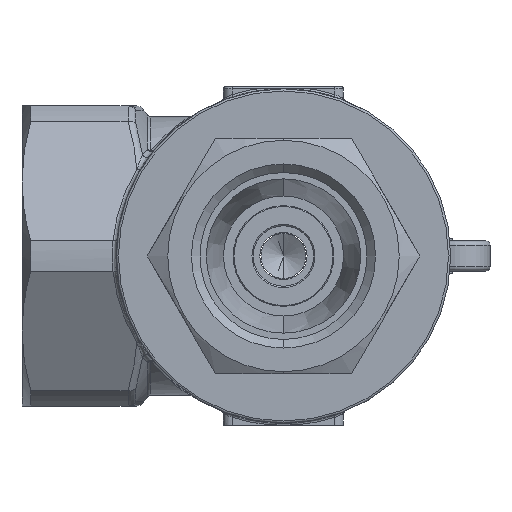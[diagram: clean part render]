
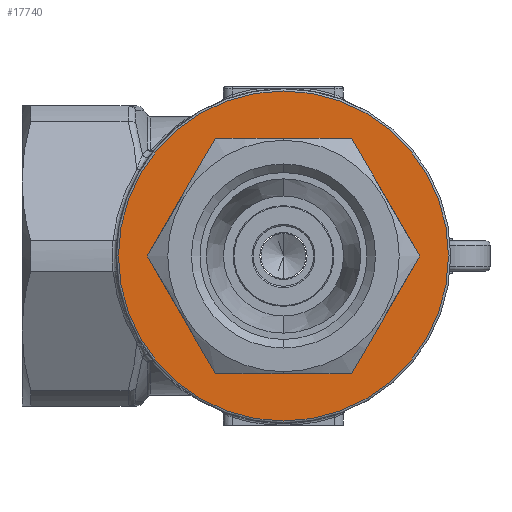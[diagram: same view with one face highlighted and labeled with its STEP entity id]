
A CAD part, front view. The second image highlights one B-rep face of the part: STEP entity #17740.
In plain terms, the highlighted planar face has unit normal (0, -1, 0).
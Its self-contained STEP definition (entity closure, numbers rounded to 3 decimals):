
#2445 = VERTEX_POINT ( 'NONE', #23734 ) ;
#2446 = EDGE_CURVE ( 'NONE', #2448, #2445, #23727, .T. ) ;
#2448 = VERTEX_POINT ( 'NONE', #23730 ) ;
#17587 = VERTEX_POINT ( 'NONE', #31793 ) ;
#17591 = ORIENTED_EDGE ( 'NONE', *, *, #17712, .T. ) ;
#17657 = EDGE_CURVE ( 'NONE', #2445, #2448, #32055, .T. ) ;
#17684 = ORIENTED_EDGE ( 'NONE', *, *, #17657, .T. ) ;
#17686 = VERTEX_POINT ( 'NONE', #32116 ) ;
#17690 = EDGE_CURVE ( 'NONE', #17587, #17686, #32118, .T. ) ;
#17712 = EDGE_CURVE ( 'NONE', #17686, #17587, #32210, .T. ) ;
#17714 = ORIENTED_EDGE ( 'NONE', *, *, #2446, .T. ) ;
#17738 = EDGE_LOOP ( 'NONE', ( #17591, #17780 ) ) ;
#17740 = ADVANCED_FACE ( 'NONE', ( #32336, #32335 ), #32328, .T. ) ;
#17780 = ORIENTED_EDGE ( 'NONE', *, *, #17690, .T. ) ;
#18006 = EDGE_LOOP ( 'NONE', ( #17714, #17684 ) ) ;
#23723 = DIRECTION ( 'NONE',  ( -1., 0., 0. ) ) ;
#23724 = DIRECTION ( 'NONE',  ( 0., 1., 0. ) ) ;
#23725 = CARTESIAN_POINT ( 'NONE',  ( 0., -49.617, 0. ) ) ;
#23726 = AXIS2_PLACEMENT_3D ( 'NONE', #23725, #23724, #23723 ) ;
#23727 = CIRCLE ( 'NONE', #23726, 25.75 ) ;
#23730 = CARTESIAN_POINT ( 'NONE',  ( 0., -49.617, -25.75 ) ) ;
#23734 = CARTESIAN_POINT ( 'NONE',  ( 0., -49.617, 25.75 ) ) ;
#31793 = CARTESIAN_POINT ( 'NONE',  ( -38.5, -49.617, 0. ) ) ;
#32033 = CARTESIAN_POINT ( 'NONE',  ( 0., -49.617, 0. ) ) ;
#32055 = CIRCLE ( 'NONE', #32084, 25.75 ) ;
#32082 = DIRECTION ( 'NONE',  ( -1., 0., 0. ) ) ;
#32083 = DIRECTION ( 'NONE',  ( 0., 1., 0. ) ) ;
#32084 = AXIS2_PLACEMENT_3D ( 'NONE', #32033, #32083, #32082 ) ;
#32116 = CARTESIAN_POINT ( 'NONE',  ( 38.5, -49.617, 0. ) ) ;
#32118 = CIRCLE ( 'NONE', #32170, 38.5 ) ;
#32167 = DIRECTION ( 'NONE',  ( -1., 0., 0. ) ) ;
#32168 = DIRECTION ( 'NONE',  ( 0., -1., 0. ) ) ;
#32169 = CARTESIAN_POINT ( 'NONE',  ( 0., -49.617, 0. ) ) ;
#32170 = AXIS2_PLACEMENT_3D ( 'NONE', #32169, #32168, #32167 ) ;
#32210 = CIRCLE ( 'NONE', #32265, 38.5 ) ;
#32263 = DIRECTION ( 'NONE',  ( -1., 0., 0. ) ) ;
#32264 = DIRECTION ( 'NONE',  ( 0., -1., 0. ) ) ;
#32265 = AXIS2_PLACEMENT_3D ( 'NONE', #32275, #32264, #32263 ) ;
#32275 = CARTESIAN_POINT ( 'NONE',  ( 0., -49.617, 0. ) ) ;
#32328 = PLANE ( 'NONE',  #32366 ) ;
#32335 = FACE_OUTER_BOUND ( 'NONE', #17738, .T. ) ;
#32336 = FACE_BOUND ( 'NONE', #18006, .T. ) ;
#32363 = DIRECTION ( 'NONE',  ( -1., 0., 0. ) ) ;
#32364 = DIRECTION ( 'NONE',  ( 0., -1., 0. ) ) ;
#32365 = CARTESIAN_POINT ( 'NONE',  ( 0., -49.617, 0. ) ) ;
#32366 = AXIS2_PLACEMENT_3D ( 'NONE', #32365, #32364, #32363 ) ;
